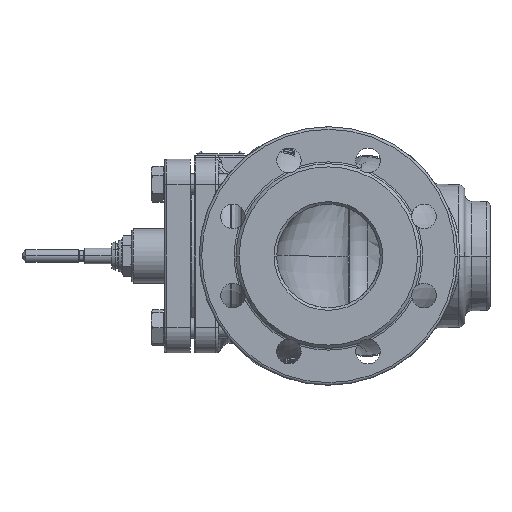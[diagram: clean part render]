
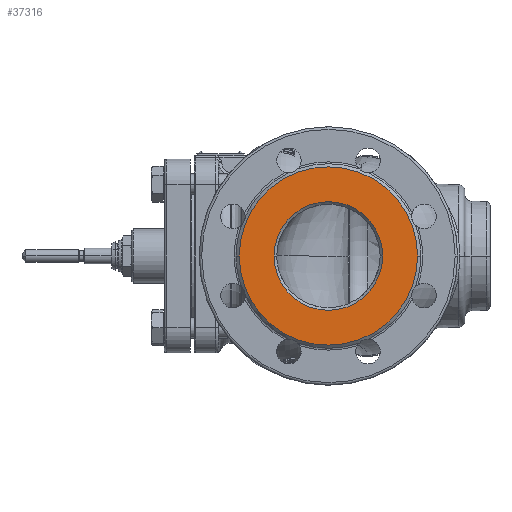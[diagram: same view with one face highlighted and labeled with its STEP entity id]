
A CAD part, left-side view. The second image highlights one B-rep face of the part: STEP entity #37316.
In plain terms, the highlighted planar face has unit normal (-1, 0, 0).
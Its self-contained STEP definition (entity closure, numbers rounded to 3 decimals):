
#4216=CARTESIAN_POINT('',(-155.,0.,0.));
#4217=DIRECTION('',(1.,0.,0.));
#4218=DIRECTION('',(0.,1.,0.));
#4219=AXIS2_PLACEMENT_3D('',#4216,#4217,#4218);
#4221=CARTESIAN_POINT('',(-155.,0.,0.));
#4222=DIRECTION('',(1.,0.,0.));
#4223=DIRECTION('',(0.,-1.,0.));
#4224=AXIS2_PLACEMENT_3D('',#4221,#4222,#4223);
#4226=CARTESIAN_POINT('',(-155.,0.,0.));
#4227=DIRECTION('',(-1.,0.,0.));
#4228=DIRECTION('',(0.,1.,0.));
#4229=AXIS2_PLACEMENT_3D('',#4226,#4227,#4228);
#4231=CARTESIAN_POINT('',(-155.,0.,0.));
#4232=DIRECTION('',(-1.,0.,0.));
#4233=DIRECTION('',(0.,-1.,0.));
#4234=AXIS2_PLACEMENT_3D('',#4231,#4232,#4233);
#27796=CARTESIAN_POINT('',(-155.,42.,0.));
#27797=CARTESIAN_POINT('',(-155.,-42.,0.));
#27798=VERTEX_POINT('',#27796);
#27799=VERTEX_POINT('',#27797);
#27801=CARTESIAN_POINT('',(-155.,69.,0.));
#27802=CARTESIAN_POINT('',(-155.,-69.,0.));
#27803=VERTEX_POINT('',#27801);
#27804=VERTEX_POINT('',#27802);
#37300=CARTESIAN_POINT('',(-155.,0.,0.));
#37301=DIRECTION('',(1.,0.,0.));
#37302=DIRECTION('',(0.,-1.,0.));
#37303=AXIS2_PLACEMENT_3D('',#37300,#37301,#37302);
#37304=PLANE('',#37303);
#37306=ORIENTED_EDGE('',*,*,#37305,.T.);
#37308=ORIENTED_EDGE('',*,*,#37307,.T.);
#37309=EDGE_LOOP('',(#37306,#37308));
#37310=FACE_OUTER_BOUND('',#37309,.F.);
#37311=ORIENTED_EDGE('',*,*,#37287,.T.);
#37313=ORIENTED_EDGE('',*,*,#37312,.T.);
#37314=EDGE_LOOP('',(#37311,#37313));
#37315=FACE_BOUND('',#37314,.F.);
#37316=ADVANCED_FACE('',(#37310,#37315),#37304,.F.);
#4220=CIRCLE('',#4219,69.);
#4225=CIRCLE('',#4224,69.);
#4230=CIRCLE('',#4229,42.);
#4235=CIRCLE('',#4234,42.);
#37287=EDGE_CURVE('',#27798,#27799,#4230,.T.);
#37305=EDGE_CURVE('',#27803,#27804,#4220,.T.);
#37307=EDGE_CURVE('',#27804,#27803,#4225,.T.);
#37312=EDGE_CURVE('',#27799,#27798,#4235,.T.);
